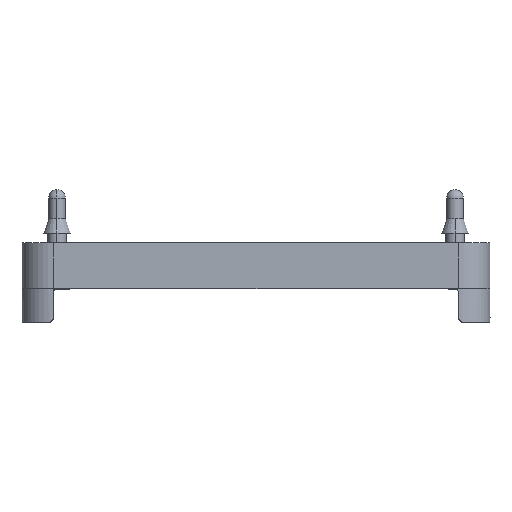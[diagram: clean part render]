
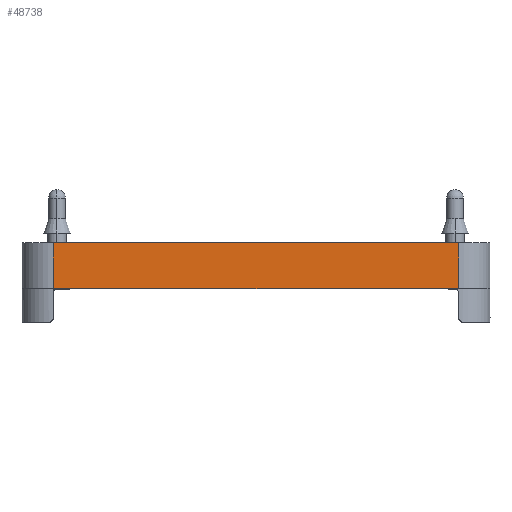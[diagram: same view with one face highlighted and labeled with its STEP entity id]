
A CAD part, left-side view. The second image highlights one B-rep face of the part: STEP entity #48738.
In plain terms, the highlighted planar face has unit normal (-1, 0, 0).
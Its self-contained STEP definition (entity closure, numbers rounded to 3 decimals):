
#817=CARTESIAN_POINT('',(-48.5,41.964,-2.0));
#818=VERTEX_POINT('',#817);
#4523=CARTESIAN_POINT('',(-48.5,-41.964,-2.0));
#4524=VERTEX_POINT('',#4523);
#4532=CARTESIAN_POINT('',(-48.5,-41.964,-2.0));
#4533=DIRECTION('',(0.0,1.0,0.0));
#4534=VECTOR('',#4533,83.928);
#4535=LINE('',#4532,#4534);
#4536=EDGE_CURVE('',#4524,#818,#4535,.T.);
#46960=CARTESIAN_POINT('',(-48.5,-42.,-2.0));
#46961=VERTEX_POINT('',#46960);
#46969=CARTESIAN_POINT('',(-48.5,-42.,-2.0));
#46970=DIRECTION('',(0.,1.0,0.0));
#46971=VECTOR('',#46970,0.036);
#46972=LINE('',#46969,#46971);
#46973=EDGE_CURVE('',#46961,#4524,#46972,.T.);
#47034=CARTESIAN_POINT('',(-48.5,42.,-2.0));
#47035=VERTEX_POINT('',#47034);
#47053=CARTESIAN_POINT('',(-48.5,41.964,-2.0));
#47054=DIRECTION('',(0.0,1.0,0.0));
#47055=VECTOR('',#47054,0.036);
#47056=LINE('',#47053,#47055);
#47057=EDGE_CURVE('',#818,#47035,#47056,.T.);
#48706=CARTESIAN_POINT('',(-48.5,-42.,-2.0));
#48707=DIRECTION('',(-1.0,0.0,0.0));
#48708=DIRECTION('',(0.0,0.0,1.0));
#48709=AXIS2_PLACEMENT_3D('',#48706,#48707,#48708);
#48710=PLANE('',#48709);
#48711=CARTESIAN_POINT('',(-48.5,-42.,7.5));
#48712=VERTEX_POINT('',#48711);
#48713=CARTESIAN_POINT('',(-48.5,-42.,-2.0));
#48714=DIRECTION('',(0.0,0.0,1.0));
#48715=VECTOR('',#48714,9.5);
#48716=LINE('',#48713,#48715);
#48717=EDGE_CURVE('',#46961,#48712,#48716,.T.);
#48718=ORIENTED_EDGE('',*,*,#48717,.T.);
#48719=CARTESIAN_POINT('',(-48.5,42.,7.5));
#48720=VERTEX_POINT('',#48719);
#48721=CARTESIAN_POINT('',(-48.5,-42.,7.5));
#48722=DIRECTION('',(0.0,1.0,0.0));
#48723=VECTOR('',#48722,84.0);
#48724=LINE('',#48721,#48723);
#48725=EDGE_CURVE('',#48712,#48720,#48724,.T.);
#48726=ORIENTED_EDGE('',*,*,#48725,.T.);
#48727=CARTESIAN_POINT('',(-48.5,42.,-2.0));
#48728=DIRECTION('',(0.0,0.0,1.0));
#48729=VECTOR('',#48728,9.5);
#48730=LINE('',#48727,#48729);
#48731=EDGE_CURVE('',#47035,#48720,#48730,.T.);
#48732=ORIENTED_EDGE('',*,*,#48731,.F.);
#48733=ORIENTED_EDGE('',*,*,#47057,.F.);
#48734=ORIENTED_EDGE('',*,*,#4536,.F.);
#48735=ORIENTED_EDGE('',*,*,#46973,.F.);
#48736=EDGE_LOOP('',(#48718,#48726,#48732,#48733,#48734,#48735));
#48737=FACE_OUTER_BOUND('',#48736,.T.);
#48738=ADVANCED_FACE('',(#48737),#48710,.T.);
